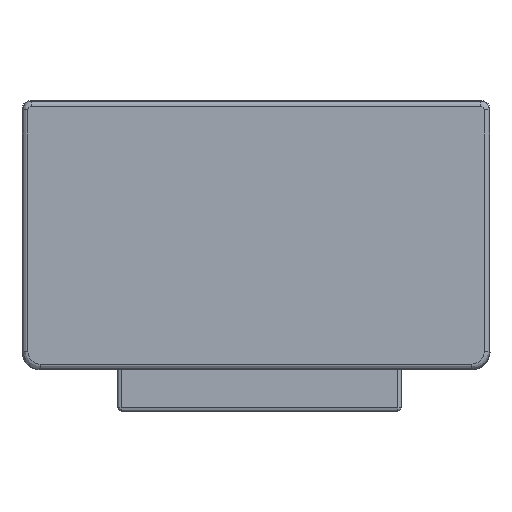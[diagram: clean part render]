
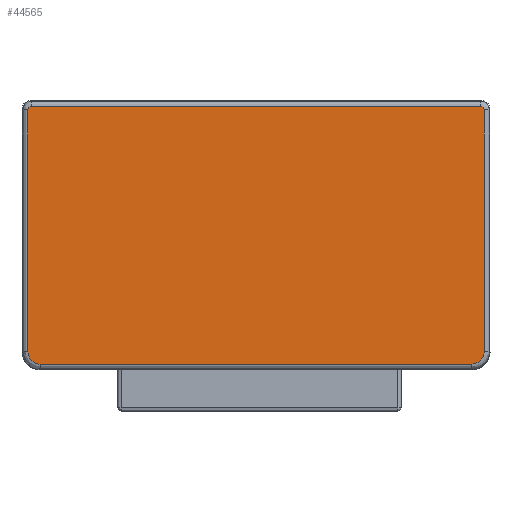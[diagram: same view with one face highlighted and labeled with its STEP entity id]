
A CAD part, front view. The second image highlights one B-rep face of the part: STEP entity #44565.
In plain terms, the highlighted planar face has unit normal (0, -1, 0).
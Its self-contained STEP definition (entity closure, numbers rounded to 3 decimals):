
#806=ELLIPSE('',#48258,0.1,0.1);
#808=ELLIPSE('',#48264,0.1,0.1);
#810=ELLIPSE('',#48272,0.35,0.35);
#812=ELLIPSE('',#48277,0.35,0.35);
#2187=PLANE('',#48281);
#6853=LINE('',#77505,#11549);
#6855=LINE('',#77511,#11551);
#6857=LINE('',#77547,#11553);
#6859=LINE('',#77580,#11555);
#11549=VECTOR('',#60218,10.);
#11551=VECTOR('',#60224,10.);
#11553=VECTOR('',#60236,10.);
#11555=VECTOR('',#60246,10.);
#14611=FACE_OUTER_BOUND('',#17141,.T.);
#17141=EDGE_LOOP('',(#41689,#41690,#41691,#41692,#41693,#41694,#41695,#41696));
#22624=VERTEX_POINT('',#77451);
#22626=VERTEX_POINT('',#77455);
#22630=VERTEX_POINT('',#77490);
#22632=VERTEX_POINT('',#77494);
#22635=VERTEX_POINT('',#77507);
#22637=VERTEX_POINT('',#77537);
#22639=VERTEX_POINT('',#77543);
#22641=VERTEX_POINT('',#77573);
#29032=EDGE_CURVE('',#22626,#22624,#806,.T.);
#29039=EDGE_CURVE('',#22632,#22630,#808,.T.);
#29044=EDGE_CURVE('',#22624,#22632,#6853,.T.);
#29047=EDGE_CURVE('',#22630,#22635,#6855,.T.);
#29050=EDGE_CURVE('',#22635,#22637,#810,.T.);
#29053=EDGE_CURVE('',#22637,#22639,#6857,.T.);
#29056=EDGE_CURVE('',#22639,#22641,#812,.T.);
#29058=EDGE_CURVE('',#22641,#22626,#6859,.T.);
#41689=ORIENTED_EDGE('',*,*,#29039,.F.);
#41690=ORIENTED_EDGE('',*,*,#29044,.F.);
#41691=ORIENTED_EDGE('',*,*,#29032,.F.);
#41692=ORIENTED_EDGE('',*,*,#29058,.F.);
#41693=ORIENTED_EDGE('',*,*,#29056,.F.);
#41694=ORIENTED_EDGE('',*,*,#29053,.F.);
#41695=ORIENTED_EDGE('',*,*,#29050,.F.);
#41696=ORIENTED_EDGE('',*,*,#29047,.F.);
#44565=ADVANCED_FACE('',(#14611),#2187,.F.);
#48258=AXIS2_PLACEMENT_3D('',#77457,#60193,#60194);
#48264=AXIS2_PLACEMENT_3D('',#77496,#60207,#60208);
#48272=AXIS2_PLACEMENT_3D('',#77541,#60229,#60230);
#48277=AXIS2_PLACEMENT_3D('',#77577,#60241,#60242);
#48281=AXIS2_PLACEMENT_3D('',#77587,#60254,#60255);
#60193=DIRECTION('center_axis',(0.,1.,0.));
#60194=DIRECTION('ref_axis',(-0.707,0.,0.707));
#60207=DIRECTION('center_axis',(0.,1.,0.));
#60208=DIRECTION('ref_axis',(0.707,0.,0.707));
#60218=DIRECTION('',(1.,0.,0.));
#60224=DIRECTION('',(0.,0.,-1.));
#60229=DIRECTION('center_axis',(0.,1.,0.));
#60230=DIRECTION('ref_axis',(0.707,0.,-0.707));
#60236=DIRECTION('',(-1.,0.,0.));
#60241=DIRECTION('center_axis',(0.,1.,0.));
#60242=DIRECTION('ref_axis',(-0.707,0.,-0.707));
#60246=DIRECTION('',(0.,0.,1.));
#60254=DIRECTION('center_axis',(0.,1.,0.));
#60255=DIRECTION('ref_axis',(0.,0.,1.));
#77451=CARTESIAN_POINT('',(-6.335,-75.,-0.165));
#77455=CARTESIAN_POINT('',(-6.435,-75.,-0.265));
#77457=CARTESIAN_POINT('Origin',(-6.335,-75.,-0.265));
#77490=CARTESIAN_POINT('',(6.435,-75.,-0.265));
#77494=CARTESIAN_POINT('',(6.335,-75.,-0.165));
#77496=CARTESIAN_POINT('Origin',(6.335,-75.,-0.265));
#77505=CARTESIAN_POINT('',(-3.3,-75.,-0.165));
#77507=CARTESIAN_POINT('',(6.435,-75.,-7.085));
#77511=CARTESIAN_POINT('',(6.435,-75.,-1.9));
#77537=CARTESIAN_POINT('',(6.085,-75.,-7.435));
#77541=CARTESIAN_POINT('Origin',(6.085,-75.,-7.085));
#77543=CARTESIAN_POINT('',(-6.085,-75.,-7.435));
#77547=CARTESIAN_POINT('',(3.3,-75.,-7.435));
#77573=CARTESIAN_POINT('',(-6.435,-75.,-7.085));
#77577=CARTESIAN_POINT('Origin',(-6.085,-75.,-7.085));
#77580=CARTESIAN_POINT('',(-6.435,-75.,-5.7));
#77587=CARTESIAN_POINT('Origin',(0.,-75.,-3.8));
